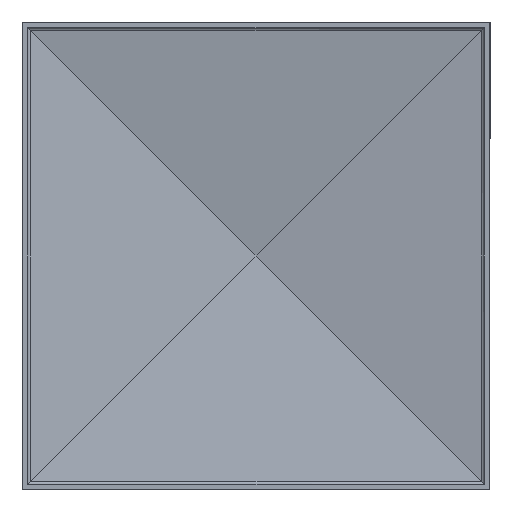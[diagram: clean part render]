
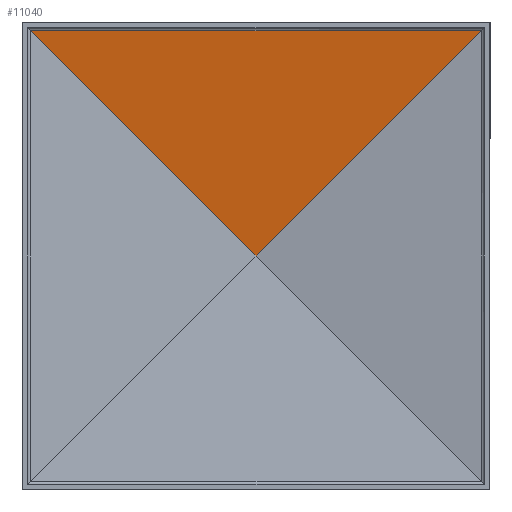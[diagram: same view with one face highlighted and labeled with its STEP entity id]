
A CAD part, front view. The second image highlights one B-rep face of the part: STEP entity #11040.
In plain terms, the highlighted planar face has unit normal (0, -0.987, -0.161).
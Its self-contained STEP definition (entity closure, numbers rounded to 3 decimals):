
#914 = VECTOR ( 'NONE', #948, 1000. ) ;
#948 = DIRECTION ( 'NONE',  ( -0.702, 0.114, -0.702 ) ) ;
#965 = CARTESIAN_POINT ( 'NONE',  ( -61.5, 8.861, 59.161 ) ) ;
#1094 = FACE_OUTER_BOUND ( 'NONE', #5676, .T. ) ;
#1895 = CARTESIAN_POINT ( 'NONE',  ( -30.463, 23.436, -30.463 ) ) ;
#1987 = DIRECTION ( 'NONE',  ( 1., 0., 0. ) ) ;
#2199 = VECTOR ( 'NONE', #10408, 1000. ) ;
#2255 = CARTESIAN_POINT ( 'NONE',  ( 0.382, 18.544, -0.382 ) ) ;
#2462 = EDGE_CURVE ( 'NONE', #6313, #8836, #13183, .T. ) ;
#2782 = PLANE ( 'NONE',  #12352 ) ;
#3144 = LINE ( 'NONE', #1895, #914 ) ;
#3361 = ORIENTED_EDGE ( 'NONE', *, *, #2462, .F. ) ;
#3756 = VECTOR ( 'NONE', #1987, 1000. ) ;
#5122 = CARTESIAN_POINT ( 'NONE',  ( 0., 18.482, 0. ) ) ;
#5676 = EDGE_LOOP ( 'NONE', ( #10325, #9668, #3361 ) ) ;
#6313 = VERTEX_POINT ( 'NONE', #5122 ) ;
#6814 = DIRECTION ( 'NONE',  ( 0., -0.161, 0.987 ) ) ;
#7902 = DIRECTION ( 'NONE',  ( 0., 0.987, 0.161 ) ) ;
#7990 = VERTEX_POINT ( 'NONE', #8662 ) ;
#8326 = EDGE_CURVE ( 'NONE', #7990, #6313, #3144, .T. ) ;
#8662 = CARTESIAN_POINT ( 'NONE',  ( 59.161, 8.861, 59.161 ) ) ;
#8836 = VERTEX_POINT ( 'NONE', #12236 ) ;
#9668 = ORIENTED_EDGE ( 'NONE', *, *, #13166, .F. ) ;
#10325 = ORIENTED_EDGE ( 'NONE', *, *, #8326, .F. ) ;
#10408 = DIRECTION ( 'NONE',  ( -0.702, -0.114, 0.702 ) ) ;
#10947 = LINE ( 'NONE', #965, #3756 ) ;
#11040 = ADVANCED_FACE ( 'NONE', ( #1094 ), #2782, .F. ) ;
#12015 = CARTESIAN_POINT ( 'NONE',  ( -61.5, 18.518, -0.225 ) ) ;
#12236 = CARTESIAN_POINT ( 'NONE',  ( -59.161, 8.861, 59.161 ) ) ;
#12352 = AXIS2_PLACEMENT_3D ( 'NONE', #12015, #7902, #6814 ) ;
#13166 = EDGE_CURVE ( 'NONE', #8836, #7990, #10947, .T. ) ;
#13183 = LINE ( 'NONE', #2255, #2199 ) ;
